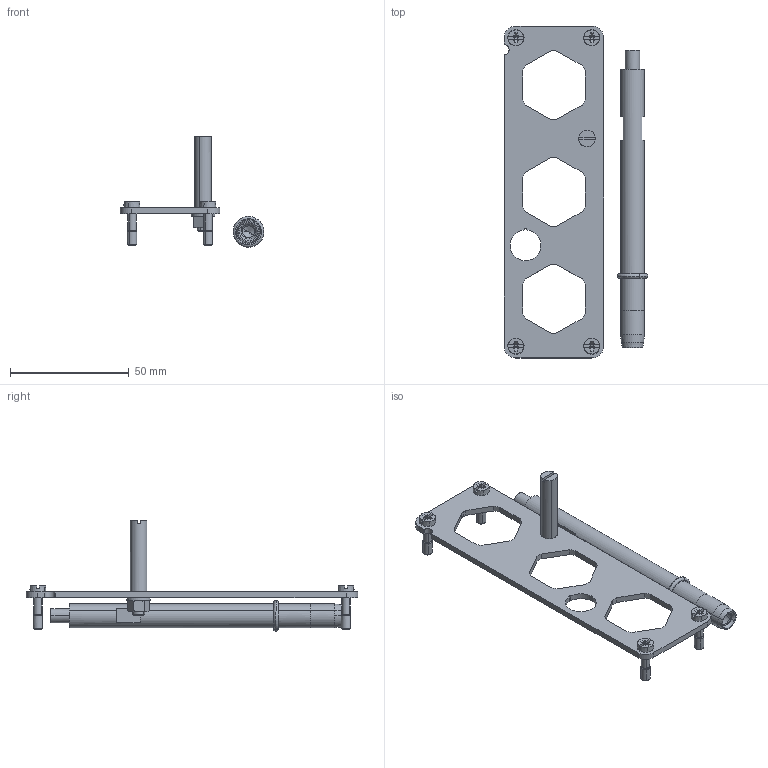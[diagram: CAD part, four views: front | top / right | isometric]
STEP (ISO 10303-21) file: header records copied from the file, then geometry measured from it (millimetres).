
FILE_DESCRIPTION(('CATIA V5 STEP Exchange','CAx-IF Rec.Pracs.--- Model Styling and Organization---1.5--- 2016-08-15','CAx-IF Rec.Pracs.---Supplemental Geometry---1.0---2011-11-01','CAx-IF Rec.Pracs.--- Composite Materials ---1.1---2010-07-15'),'2;1');
FILE_NAME ('324540-3_0', '2025-08-21T08:36:59+00:00', ('none'), ('Weidmueller'), 'CATIA Version 5-6 Release 2024 SP4', 'CATIA V5 STEP AP214 v3', 'none');
FILE_SCHEMA(('AUTOMOTIVE_DESIGN { 1 0 10303 214 1 1 1 1 }'));
Length unit declared in the file: millimetre
Products named in the file (1): 2008220000
Bounding box: 60.65 x 140 x 46.58 mm (x, y, z)
Volume: 20859.1 mm3; surface area: 16183.5 mm2
Topology: 2 solids, 4 shells, 376 faces, 1015 edges, 647 vertices
Faces by surface type: plane 174, cylinder 108, cone 64, torus 22, revolution 8
Entity records: 11660 total; most frequent: CARTESIAN_POINT 2762, ORIENTED_EDGE 2006, DIRECTION 1506, EDGE_CURVE 1003, VERTEX_POINT 647, AXIS2_PLACEMENT_3D 624, VECTOR 571, LINE 571
